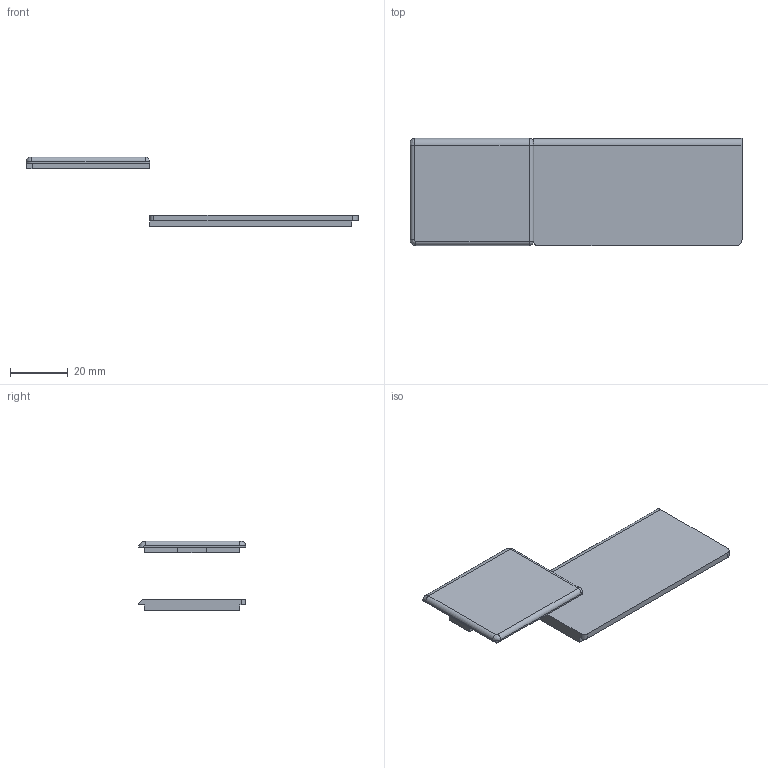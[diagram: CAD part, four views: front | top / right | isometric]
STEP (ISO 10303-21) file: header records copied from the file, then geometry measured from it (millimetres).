
FILE_DESCRIPTION(/* description */ (''),/* implementation_level */ '2;1');
FILE_NAME(/* name */ 'Rocker_Lids.step',/* time_stamp */ '2025-08-28T12:19:01-04:00',/* author */ (''),/* organization */ (''),/* preprocessor_version */ 'ST-DEVELOPER v20.1',/* originating_system */ 'Autodesk Translation Framework v14.10.0.0',/* authorisation */ '');
FILE_SCHEMA (('AUTOMOTIVE_DESIGN { 1 0 10303 214 3 1 1 }'));
Length unit declared in the file: millimetre
Products named in the file (1): FusionComponent
Bounding box: 114.57 x 37 x 24 mm (x, y, z)
Volume: 15564.7 mm3; surface area: 9737.1 mm2
Topology: 2 solids, 2 shells, 35 faces, 86 edges, 55 vertices
Faces by surface type: plane 22, cylinder 9, bspline 3, sphere 1
Entity records: 1083 total; most frequent: CARTESIAN_POINT 219, ORIENTED_EDGE 172, DIRECTION 171, EDGE_CURVE 86, LINE 63, VECTOR 63, VERTEX_POINT 55, AXIS2_PLACEMENT_3D 54
